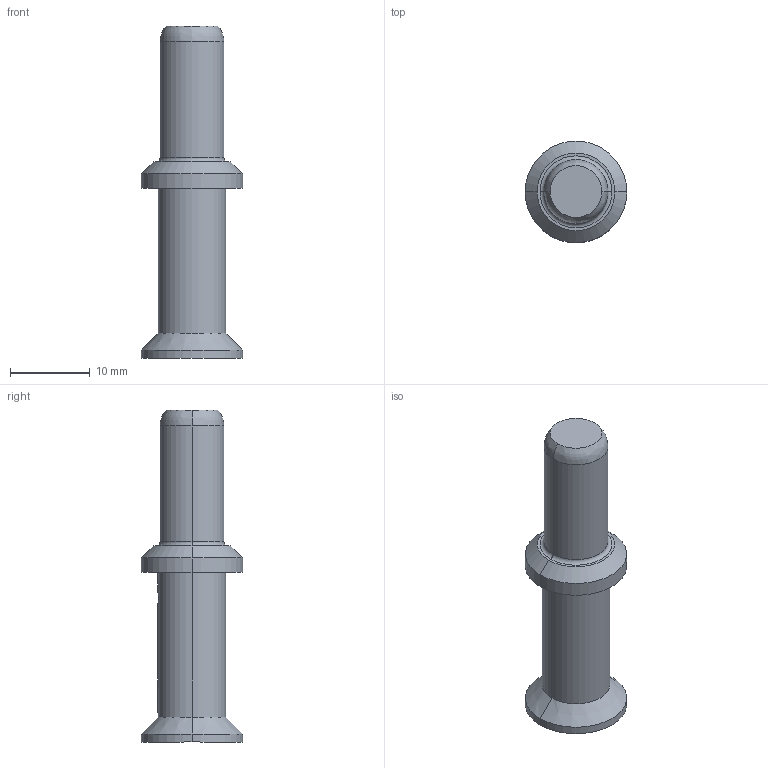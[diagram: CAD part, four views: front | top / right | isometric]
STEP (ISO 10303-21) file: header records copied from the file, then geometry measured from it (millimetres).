
FILE_DESCRIPTION((''),'2;1');
FILE_NAME('CKSM-16','2017-05-25T',('tl.yang'),(''),'PRO/ENGINEER BY PARAMETRIC TECHNOLOGY CORPORATION, 2011500','PRO/ENGINEER BY PARAMETRIC TECHNOLOGY CORPORATION, 2011500','');
FILE_SCHEMA(('CONFIG_CONTROL_DESIGN'));
Length unit declared in the file: millimetre
Products named in the file (1): CKSM-16
Bounding box: 12.7 x 12.7 x 41.5 mm (x, y, z)
Volume: 2068.3 mm3; surface area: 1779.6 mm2
Topology: 1 solids, 1 shells, 28 faces, 58 edges, 33 vertices
Faces by surface type: cylinder 12, cone 8, plane 4, torus 2, bspline 2
Entity records: 858 total; most frequent: CARTESIAN_POINT 221, DIRECTION 136, ORIENTED_EDGE 112, AXIS2_PLACEMENT_3D 58, EDGE_CURVE 56, VERTEX_POINT 33, EDGE_LOOP 33, CIRCLE 32
